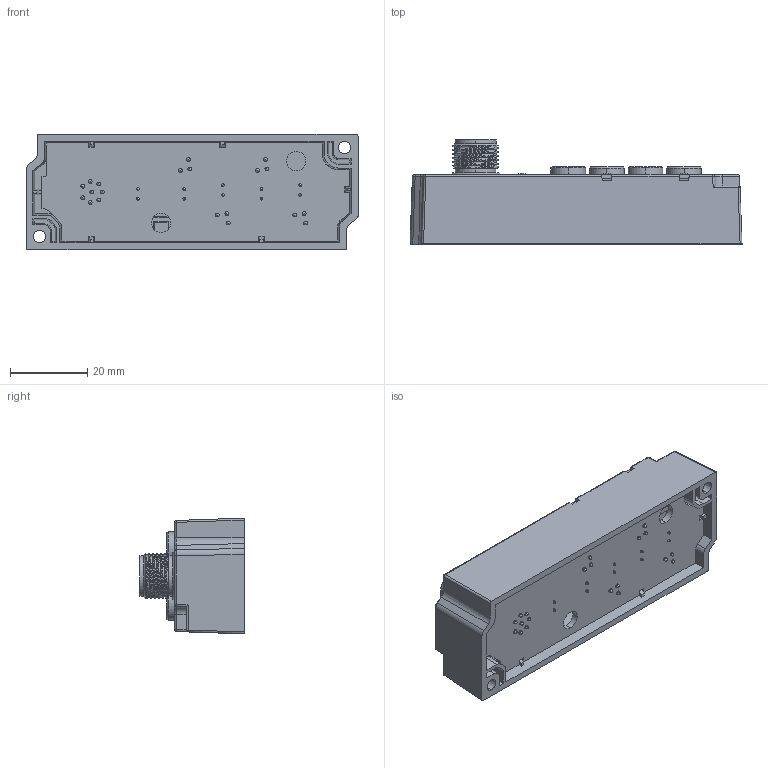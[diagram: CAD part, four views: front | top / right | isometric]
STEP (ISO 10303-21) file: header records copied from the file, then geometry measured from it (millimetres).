
FILE_DESCRIPTION (( 'STEP AP203' ), '1' );
FILE_NAME ('P504.STEP', '2020-04-16T02:24:00', ( 'edpusr' ), ( 'Microsoft' ), 'SwSTEP 2.0', 'SolidWorks 2015', '' );
FILE_SCHEMA (( 'CONFIG_CONTROL_DESIGN' ));
Products named in the file (1): P504
Bounding box: 86 x 27 x 30 mm (x, y, z)
Volume: 22820.2 mm3; surface area: 33321.6 mm2
Topology: 57 solids, 57 shells, 2488 faces, 6372 edges, 4094 vertices
Faces by surface type: plane 985, cylinder 957, cone 341, bspline 122, sphere 71, torus 12
Entity records: 86316 total; most frequent: CARTESIAN_POINT 26678, DIRECTION 12495, ORIENTED_EDGE 12438, EDGE_CURVE 6219, AXIS2_PLACEMENT_3D 4603, VERTEX_POINT 4026, VECTOR 3289, LINE 3289
